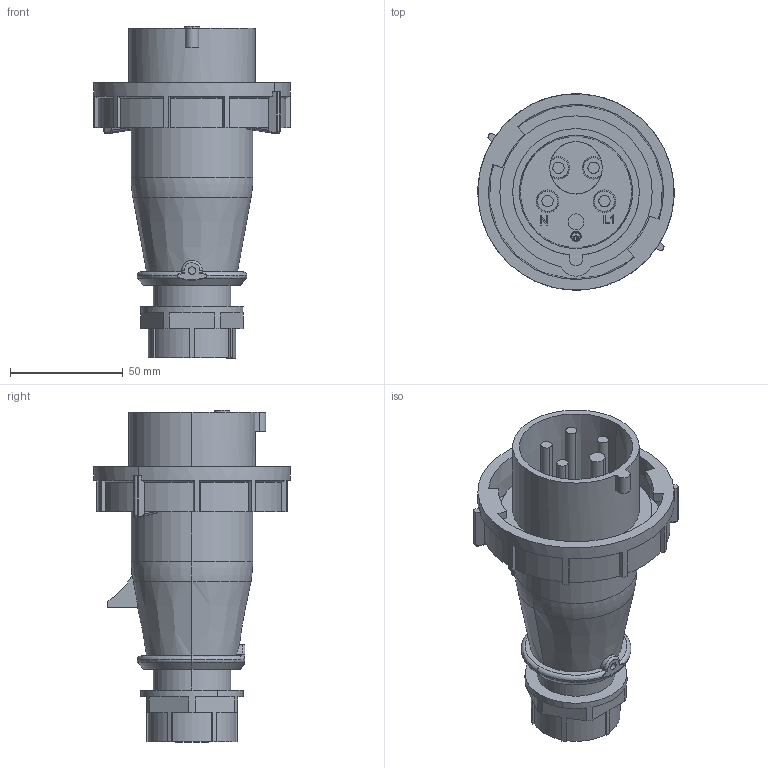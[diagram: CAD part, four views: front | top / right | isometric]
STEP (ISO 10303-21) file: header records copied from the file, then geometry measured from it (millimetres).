
FILE_DESCRIPTION (( 'STEP AP214' ), '1' );
FILE_NAME ('PSR02-016-5-6-67 Âèëêà ïåð. ñ ô_è ÑÑÈ-0152ô 16À-6÷ 380Â 3P+PE+N IP67 IEK.STEP', '2025-12-04T10:17:38', ( '' ), ( '' ), 'SwSTEP 2.0', 'SolidWorks 2022', '' );
FILE_SCHEMA (( 'AUTOMOTIVE_DESIGN' ));
Length unit declared in the file: millimetre
Products named in the file (1): PSR02-016-5-6-67 Вилка пер. с ф_и ССИ-0152ф 16А-6ч 380В 3P+PE+N IP67 IEK
Bounding box: 86.98 x 86.89 x 147.12 mm (x, y, z)
Volume: 152478.4 mm3; surface area: 81291.8 mm2
Topology: 4 solids, 9 shells, 665 faces, 1821 edges, 1216 vertices
Faces by surface type: plane 377, cylinder 189, bspline 49, cone 36, torus 13, sphere 1
Entity records: 26720 total; most frequent: CARTESIAN_POINT 10010, ORIENTED_EDGE 3642, DIRECTION 3229, EDGE_CURVE 1821, VERTEX_POINT 1216, AXIS2_PLACEMENT_3D 1099, VECTOR 1031, LINE 1031
